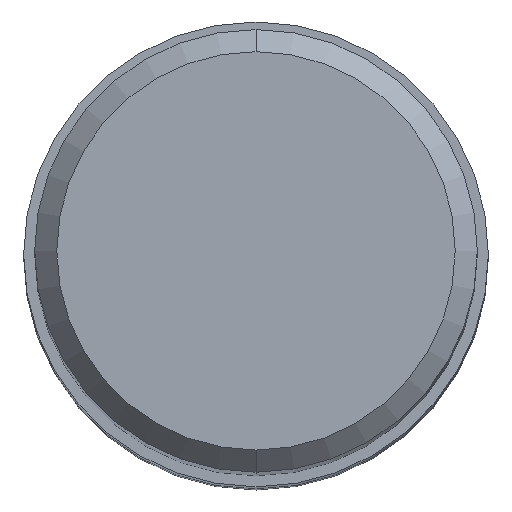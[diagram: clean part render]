
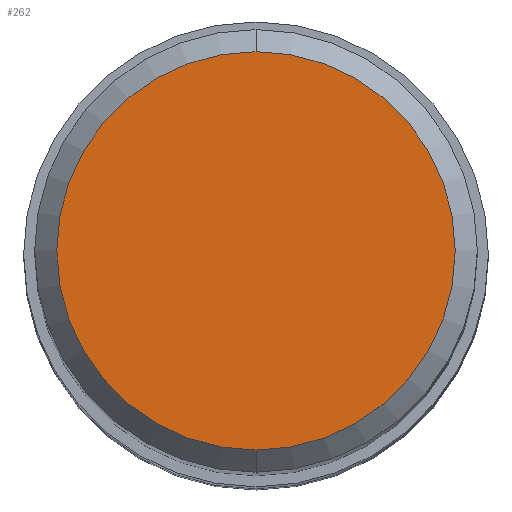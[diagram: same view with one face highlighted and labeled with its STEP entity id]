
A CAD part, top view. The second image highlights one B-rep face of the part: STEP entity #262.
In plain terms, the highlighted planar face has unit normal (0, 0, 1).
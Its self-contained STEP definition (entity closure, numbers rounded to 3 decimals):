
#176=EDGE_CURVE('',#370,#358,#478,.T.);
#262=ADVANCED_FACE('',(#574),#575,.T.);
#358=VERTEX_POINT('',#679);
#370=VERTEX_POINT('',#692);
#382=EDGE_CURVE('',#358,#370,#705,.T.);
#478=CIRCLE('',#802,5.4);
#574=FACE_OUTER_BOUND('',#1066,.T.);
#575=PLANE('',#1067);
#679=CARTESIAN_POINT('',(0.,-5.4,0.0));
#692=CARTESIAN_POINT('',(0.0,5.4,0.0));
#705=CIRCLE('',#1346,5.4);
#802=AXIS2_PLACEMENT_3D('',#1492,#1493,#1494);
#1066=EDGE_LOOP('',(#1592,#1593));
#1067=AXIS2_PLACEMENT_3D('',#1594,#1595,#1596);
#1346=AXIS2_PLACEMENT_3D('',#1737,#1738,#1739);
#1492=CARTESIAN_POINT('',(0.0,0.0,0.0));
#1493=DIRECTION('',(0.0,0.0,-1.0));
#1494=DIRECTION('',(0.0,1.0,0.0));
#1592=ORIENTED_EDGE('',*,*,#176,.F.);
#1593=ORIENTED_EDGE('',*,*,#382,.F.);
#1594=CARTESIAN_POINT('',(0.0,2.7,0.0));
#1595=DIRECTION('',(-0.0,0.0,1.0));
#1596=DIRECTION('',(0.0,-1.0,0.0));
#1737=CARTESIAN_POINT('',(0.0,0.0,0.0));
#1738=DIRECTION('',(0.0,0.0,-1.0));
#1739=DIRECTION('',(0.0,1.0,0.0));
